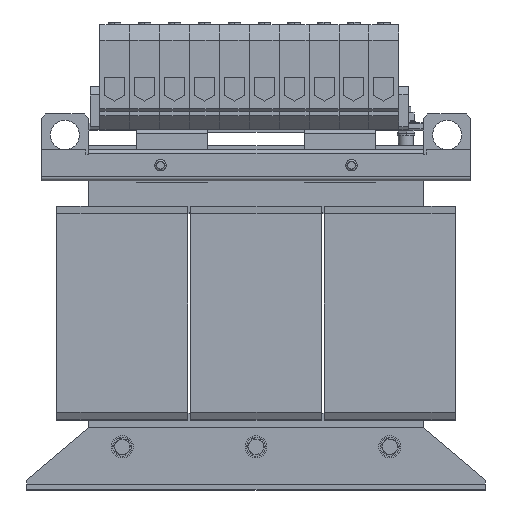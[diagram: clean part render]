
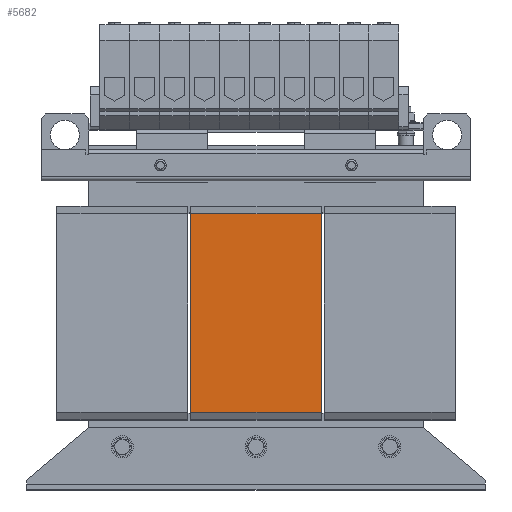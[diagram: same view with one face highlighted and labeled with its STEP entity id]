
A CAD part, top view. The second image highlights one B-rep face of the part: STEP entity #5682.
In plain terms, the highlighted planar face has unit normal (0, 0, 1).
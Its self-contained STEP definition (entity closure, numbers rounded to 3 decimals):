
#452 = ORIENTED_EDGE ( 'NONE', *, *, #6249, .T. ) ;
#539 = EDGE_CURVE ( 'Defeature ausgef�hrt2_105+Defeature ausgef�hrt2_110+Defeature ausgef�hrt2_104+Defeature ausgef�hrt2_106', #26500, #34708, #1403, .T. ) ;
#949 = VECTOR ( 'NONE', #37501, 1000. ) ;
#1360 = CARTESIAN_POINT ( 'NONE',  ( -68.5, 104., 70. ) ) ;
#1403 = LINE ( 'NONE', #1360, #18242 ) ;
#1766 = DIRECTION ( 'NONE',  ( 0., 0., -1. ) ) ;
#2646 = VERTEX_POINT ( 'NONE', #33193 ) ;
#3972 = DIRECTION ( 'NONE',  ( -1., 0., 0. ) ) ;
#5078 = EDGE_LOOP ( 'NONE', ( #25675, #24434, #21323, #452 ) ) ;
#5682 = ADVANCED_FACE ( 'Defeature ausgef�hrt2_105', ( #25096 ), #28305, .F. ) ;
#5801 = AXIS2_PLACEMENT_3D ( 'NONE', #34040, #1766, #31240 ) ;
#6249 = EDGE_CURVE ( 'Defeature ausgef�hrt2_105+Defeature ausgef�hrt2_104+Defeature ausgef�hrt2_109+Defeature ausgef�hrt2_110', #15992, #26500, #30470, .T. ) ;
#6908 = CARTESIAN_POINT ( 'NONE',  ( 68.5, -104., 70. ) ) ;
#7582 = CARTESIAN_POINT ( 'NONE',  ( -68.5, -104., 70. ) ) ;
#8443 = CARTESIAN_POINT ( 'NONE',  ( 68.5, 104., 70. ) ) ;
#11735 = CARTESIAN_POINT ( 'NONE',  ( 68.5, 104., 70. ) ) ;
#13538 = DIRECTION ( 'NONE',  ( -1., 0., 0. ) ) ;
#13819 = EDGE_CURVE ( 'Defeature ausgef�hrt2_109+Defeature ausgef�hrt2_105+Defeature ausgef�hrt2_104+Defeature ausgef�hrt2_106', #15992, #2646, #15052, .T. ) ;
#15052 = LINE ( 'NONE', #8443, #949 ) ;
#15992 = VERTEX_POINT ( 'NONE', #11735 ) ;
#18242 = VECTOR ( 'NONE', #35920, 1000. ) ;
#21323 = ORIENTED_EDGE ( 'NONE', *, *, #13819, .F. ) ;
#24434 = ORIENTED_EDGE ( 'NONE', *, *, #35013, .F. ) ;
#25096 = FACE_OUTER_BOUND ( 'NONE', #5078, .T. ) ;
#25675 = ORIENTED_EDGE ( 'NONE', *, *, #539, .T. ) ;
#26500 = VERTEX_POINT ( 'NONE', #34236 ) ;
#28305 = PLANE ( 'NONE',  #5801 ) ;
#29563 = VECTOR ( 'NONE', #3972, 1000. ) ;
#30470 = LINE ( 'NONE', #33481, #33654 ) ;
#31240 = DIRECTION ( 'NONE',  ( 0., 1., 0. ) ) ;
#33193 = CARTESIAN_POINT ( 'NONE',  ( 68.5, -104., 70. ) ) ;
#33481 = CARTESIAN_POINT ( 'NONE',  ( 68.5, 104., 70. ) ) ;
#33654 = VECTOR ( 'NONE', #13538, 1000. ) ;
#34040 = CARTESIAN_POINT ( 'NONE',  ( 68.5, 104., 70. ) ) ;
#34236 = CARTESIAN_POINT ( 'NONE',  ( -68.5, 104., 70. ) ) ;
#34708 = VERTEX_POINT ( 'NONE', #7582 ) ;
#35013 = EDGE_CURVE ( 'Defeature ausgef�hrt2_106+Defeature ausgef�hrt2_105+Defeature ausgef�hrt2_109+Defeature ausgef�hrt2_110', #2646, #34708, #35480, .T. ) ;
#35480 = LINE ( 'NONE', #6908, #29563 ) ;
#35920 = DIRECTION ( 'NONE',  ( 0., -1., 0. ) ) ;
#37501 = DIRECTION ( 'NONE',  ( 0., -1., 0. ) ) ;
